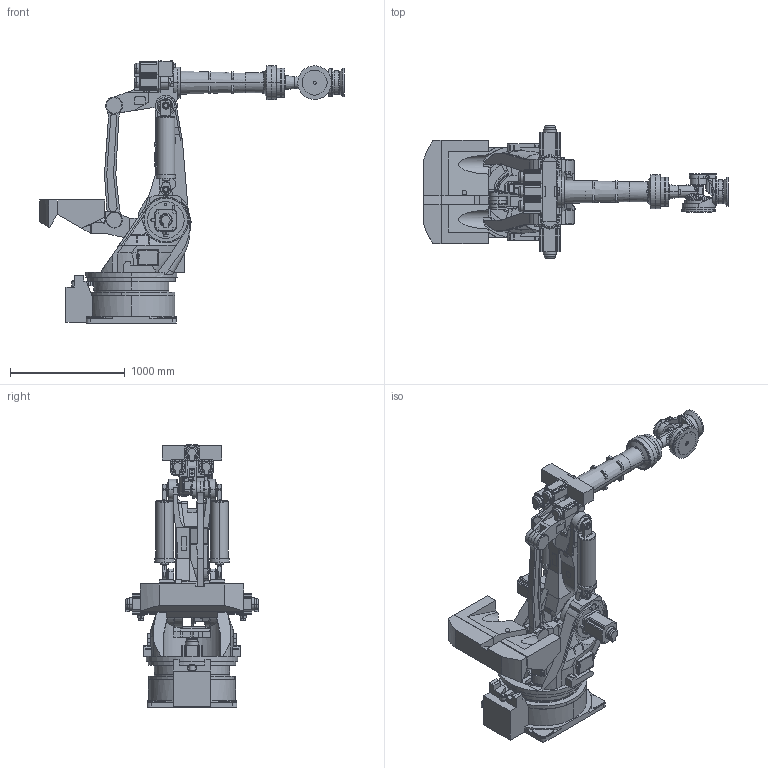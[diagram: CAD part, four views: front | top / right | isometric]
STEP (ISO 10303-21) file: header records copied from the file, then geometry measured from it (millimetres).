
FILE_DESCRIPTION (( 'STEP AP203' ), '1' );
FILE_NAME ('[02] HX400-TOTAL-ASSY_151216.STEP', '2015-12-16T04:46:56', ( 'fulluser' ), ( '' ), 'SwSTEP 2.0', 'SolidWorks 2014', '' );
FILE_SCHEMA (( 'CONFIG_CONTROL_DESIGN' ));
Length unit declared in the file: millimetre
Products named in the file (75): OIL_p220-110202(HEX SOCKET)_151117_ル遽; TSM1319N8238_151117; [HX400] A2-029-BS ROD_00_151216; A2-050-UARMCOVER_151117; 33012J_151117_晦獄 撲薑; TSM1814N8234_151117; S1-ASSY_151117_晦獄 撲薑; [HX300L] A2-HINGE-ASSY_00_151117_晦獄 撲薑; [HX300] W1-48Z_GASKET(WRIST CAP)_00_151117; [HX300] Wrist Body ASSY_00_151117; [HX300] B_Motor_Assy_00_151117; [HX400] A2-027-BS PRESSURE PLATE_00_151119; [HX300] A2-046-J6 SHAFT(L)_00_151117; NILOS-33012AV_151117_晦獄 撲薑; [HX300] A2-003-MOTOR BASE_00_151117; [HX300] A2-001-LOWER FRAME_04_151117_晦獄 撲薑; A2-060-VLINKSHAFT_151117_晦獄 撲薑; [HX300] W1-048_COVER PLATE(1)_00_151117; [HX300] W1-002_WRIST HOLDER_00_151117; [HX300] R2_Motor_Assy_00_151117; [HX300] A2-024-BS JOINT_00_151119; [HX300] A2-047-J6 SHAFT(R)_00_151117; A2-069-VLINKSHAFT_151117_晦獄 撲薑; [HX300] A2-028-BS SHAFT_00_151117; A2-101-H-REDUCER-RV450_151117_晦獄 撲薑; [HX300] A2-010-VLINK_00_151117_晦獄 撲薑; [HX400] Wrist Holder ASSY_00_151216; RV160E-145_151216; [HX300] A1_002_ARM PIPE_00_151118; [HX300] A2-031-BS COLLAR_00_151119; A2-LARM-ASSY_151117_晦獄 撲薑; 渠蘆 犒餌33012J1_151117_晦獄 撲薑; [HX300] A2-032-BS COLLAR_00_151117; A2-102-V-REDUCER-RV450PIN_151117_晦獄 撲薑; A2-061-VLINKSHAFTHOLDER_151117_晦獄 撲薑; [HX400] WRIST ASSY_00_151216; [HX300] W1-004_WRIST CAP_00_151216; [HX300] S1-001-BASEBODY_00_151117_晦獄 撲薑; RV-260F-79.83_151117; [HX400] A2-BS-ASSY_00_151216_晦獄 撲薑 ...
Assembly tree (95 placements, depth 5):
  [02] HX400-TOTAL-ASSY_151216
    S1-ASSY_151117_晦獄 撲薑
      [HX300] S1-001-BASEBODY_00_151117_晦獄 撲薑
      [HX300] S1-002 S1 BEARING CASE_00_151117_晦獄 撲薑
      S1-011-S1STOPPER_151117_晦獄 撲薑
      S1-012-STOPPERPIN_151117_晦獄 撲薑
      [HX300] S1-003 BEARING REBOUND(TOP)_00_151117
    [HX300] A2-FRAME-ASSY_00_151216_晦獄 撲薑
      [HX300] A2-001-LOWER FRAME_04_151117_晦獄 撲薑
      A2-101-H-REDUCER-RV450_151117_晦獄 撲薑
      A2-102-V-REDUCER-RV450PIN_151117_晦獄 撲薑
      E1-011-PACKING_151117_晦獄 撲薑
      [HX300] A2-084-COVER(NAME)_00_151117_晦獄 撲薑  x2
      渠蘆 犒餌E1-011-PACKING_151117_晦獄 撲薑
      A2-085-COVER_151117_晦獄 撲薑
      TSM1814N8234_151117  x3
      [HX300] A2-003-MOTOR BASE_00_151117  x2
      [HX300] A2-028-BS SHAFT_00_151117  x2
      [HX300] A2-032-BS COLLAR_00_151117  x2
      STWN 40_蝶鹿葭(蹴辨)_151117  x2
    A2-LARM-ASSY_151117_晦獄 撲薑
      [HX300] A2-002-UPPER FRAME_00_151117_晦獄 撲薑
      A2-049-UARMCOVER_151117_晦獄 撲薑  x2
      A2-050-UARMCOVER_151117  x4
      [HX300] A2-046-J6 SHAFT(L)_00_151117
      [HX300] A2-047-J6 SHAFT(R)_00_151117
      [HX300] A2-032-BS COLLAR_00_151117  x2
      STWN 40_蝶鹿葭(蹴辨)_151117  x2
    [HX300L] A2-HINGE-ASSY_00_151117_晦獄 撲薑
      [HX300] A2-004-HINGE_00_151117_晦獄 撲薑
      [HX300] A2-005-CWEIGHT_00_151117_晦獄 撲薑
      M5X10_151117
      [HX300L] A2-005-BALANCE WEIGHT_00_151117_晦獄 撲薑
    [HX300] A2-LINK-ASSY_00_151117_晦獄 撲薑
      A2-060-VLINKSHAFT_151117_晦獄 撲薑
      [HX300] A2-010-VLINK_00_151117_晦獄 撲薑
      A2-061-VLINKSHAFTHOLDER_151117_晦獄 撲薑
      渠蘆 犒餌NILOS-33012AV_151117_晦獄 撲薑
      渠蘆 犒餌33012J_151117_晦獄 撲薑
      FU12SS_151117_晦獄 撲薑  x2
      A2-063-COLLAR_151117_晦獄 撲薑
      33012J_151117_晦獄 撲薑
      NILOS-33012AV_151117_晦獄 撲薑
      A2-069-VLINKSHAFT_151117_晦獄 撲薑
      渠蘆 犒餌33012J1_151117_晦獄 撲薑
      渠蘆 犒餌NILOS-33012AV1_151117_晦獄 撲薑
      A2-068-VLINKSHAFTHOLDER_151117_晦獄 撲薑
    [HX400] A2-BS-ASSY_00_151216_晦獄 撲薑  x2
      A2-025-BSTUBE_151119
      [HX400] A2-029-BS ROD_00_151216
      [HX400] A2-027-BS PRESSURE PLATE_00_151119
      [HX300] A2-024-BS JOINT_00_151119
      [HX300] A2-031-BS COLLAR_00_151119
    [HX400] A1-ASSY_00_151216
      [HX300] A1_001_ARM FRAME_02_151117
      [HX400] R2_Motor_Assy_00_151216
        TSM1319N8238_151216
      [HX300] B_Motor_Assy_00_151117
        TSM1319N8238_151117
      [HX300] R2_Motor_Assy_00_151117
Bounding box: 2658 x 1154 x 2289.5 mm (x, y, z)
Volume: 371702556.2 mm3; surface area: 25209738.4 mm2
Topology: 86 solids, 94 shells, 3833 faces, 9526 edges, 6166 vertices
Faces by surface type: plane 1810, cylinder 1526, cone 249, torus 174, bspline 69, sphere 5
Entity records: 117022 total; most frequent: CARTESIAN_POINT 32432, DIRECTION 16481, ORIENTED_EDGE 15555, EDGE_CURVE 7793, AXIS2_PLACEMENT_3D 6149, VERTEX_POINT 5057, VECTOR 4183, LINE 4183
